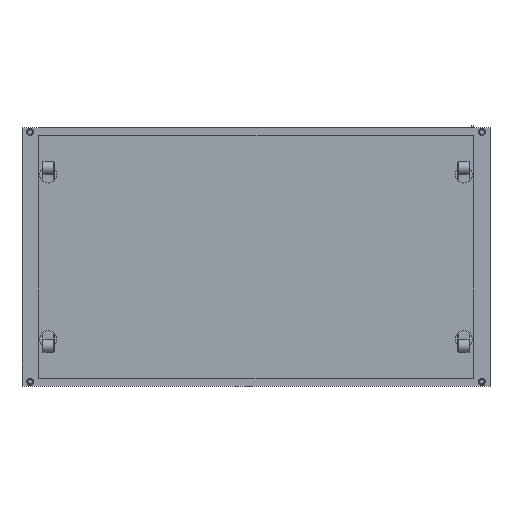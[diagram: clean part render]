
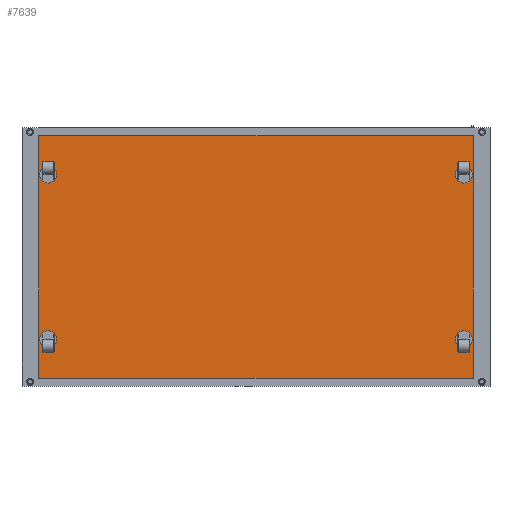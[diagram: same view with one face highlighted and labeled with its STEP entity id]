
A CAD part, front view. The second image highlights one B-rep face of the part: STEP entity #7639.
In plain terms, the highlighted planar face has unit normal (0, -1, 0).
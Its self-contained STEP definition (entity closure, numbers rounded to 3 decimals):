
#629=FACE_OUTER_BOUND('',#1099,.T.);
#1099=EDGE_LOOP('',(#6413,#6414,#6415,#6416));
#1975=LINE('',#12164,#2899);
#1979=LINE('',#12171,#2903);
#1982=LINE('',#12177,#2906);
#1984=LINE('',#12180,#2908);
#2899=VECTOR('',#9924,10.);
#2903=VECTOR('',#9930,10.);
#2906=VECTOR('',#9935,10.);
#2908=VECTOR('',#9939,10.);
#3611=VERTEX_POINT('',#12161);
#3612=VERTEX_POINT('',#12163);
#3614=VERTEX_POINT('',#12169);
#3616=VERTEX_POINT('',#12175);
#4569=EDGE_CURVE('',#3611,#3612,#1975,.T.);
#4573=EDGE_CURVE('',#3614,#3611,#1979,.T.);
#4576=EDGE_CURVE('',#3616,#3614,#1982,.T.);
#4578=EDGE_CURVE('',#3612,#3616,#1984,.T.);
#6413=ORIENTED_EDGE('',*,*,#4578,.F.);
#6414=ORIENTED_EDGE('',*,*,#4569,.F.);
#6415=ORIENTED_EDGE('',*,*,#4573,.F.);
#6416=ORIENTED_EDGE('',*,*,#4576,.F.);
#7207=PLANE('',#8234);
#7639=ADVANCED_FACE('',(#629),#7207,.F.);
#8234=AXIS2_PLACEMENT_3D('',#12181,#9940,#9941);
#9924=DIRECTION('',(0.,0.,-1.));
#9930=DIRECTION('',(1.,0.,0.));
#9935=DIRECTION('',(0.,0.,1.));
#9939=DIRECTION('',(-1.,0.,0.));
#9940=DIRECTION('center_axis',(0.,1.,0.));
#9941=DIRECTION('ref_axis',(0.,0.,1.));
#12161=CARTESIAN_POINT('',(556.5,-313.,311.));
#12163=CARTESIAN_POINT('',(556.5,-313.,-311.));
#12164=CARTESIAN_POINT('',(556.5,-313.,-311.));
#12169=CARTESIAN_POINT('',(-556.5,-313.,311.));
#12171=CARTESIAN_POINT('',(556.5,-313.,311.));
#12175=CARTESIAN_POINT('',(-556.5,-313.,-311.));
#12177=CARTESIAN_POINT('',(-556.5,-313.,311.));
#12180=CARTESIAN_POINT('',(-556.5,-313.,-311.));
#12181=CARTESIAN_POINT('Origin',(0.,-313.,0.));
